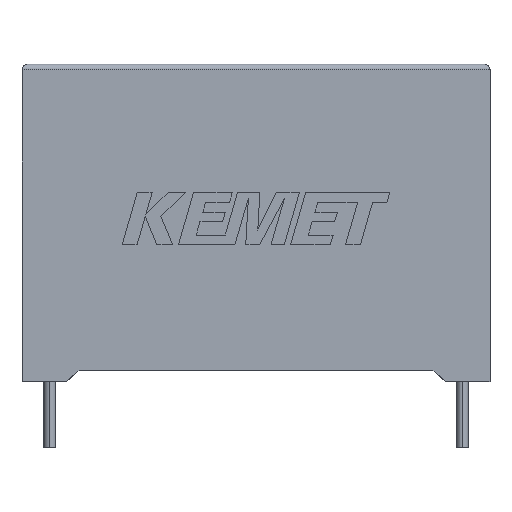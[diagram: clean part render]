
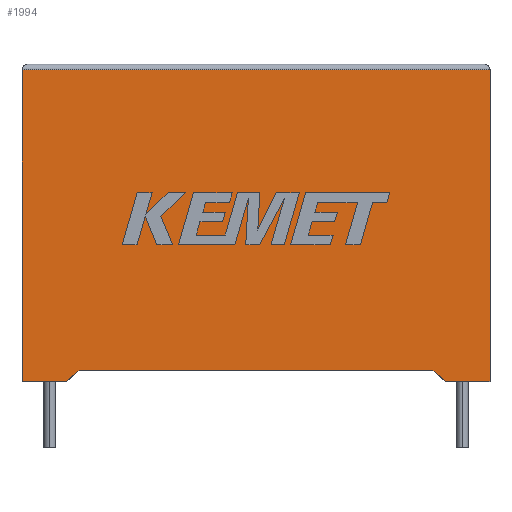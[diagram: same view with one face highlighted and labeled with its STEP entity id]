
A CAD part, top view. The second image highlights one B-rep face of the part: STEP entity #1994.
In plain terms, the highlighted planar face has unit normal (0, 0, 1).
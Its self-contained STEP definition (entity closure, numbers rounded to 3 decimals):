
#100 = CARTESIAN_POINT ( 'NONE',  ( 4., 0., 16.3 ) ) ;
#137 = DIRECTION ( 'NONE',  ( 0., 0., -1. ) ) ;
#277 = DIRECTION ( 'NONE',  ( 0.765, -0.644, 0. ) ) ;
#281 = DIRECTION ( 'NONE',  ( 1., 0., 0. ) ) ;
#285 = EDGE_CURVE ( 'NONE', #2683, #2462, #1771, .T. ) ;
#287 = CARTESIAN_POINT ( 'NONE',  ( 42.5, 28.3, 16.3 ) ) ;
#346 = DIRECTION ( 'NONE',  ( 0., -1., 0. ) ) ;
#355 = VECTOR ( 'NONE', #3005, 1000. ) ;
#359 = ORIENTED_EDGE ( 'NONE', *, *, #1924, .F. ) ;
#369 = CARTESIAN_POINT ( 'NONE',  ( 42.5, 0., 16.3 ) ) ;
#396 = CARTESIAN_POINT ( 'NONE',  ( 0., 0., 16.3 ) ) ;
#457 = PLANE ( 'NONE',  #2411 ) ;
#480 = EDGE_CURVE ( 'NONE', #650, #2567, #1516, .T. ) ;
#498 = VERTEX_POINT ( 'NONE', #773 ) ;
#542 = CARTESIAN_POINT ( 'NONE',  ( 42.5, 0., 16.3 ) ) ;
#555 = CARTESIAN_POINT ( 'NONE',  ( 0., 28.3, 16.3 ) ) ;
#650 = VERTEX_POINT ( 'NONE', #1066 ) ;
#771 = CARTESIAN_POINT ( 'NONE',  ( 21.25, 0.993, 16.3 ) ) ;
#773 = CARTESIAN_POINT ( 'NONE',  ( 5.18, 0.993, 16.3 ) ) ;
#787 = FACE_OUTER_BOUND ( 'NONE', #2076, .T. ) ;
#804 = DIRECTION ( 'NONE',  ( 0., 1., 0. ) ) ;
#812 = EDGE_CURVE ( 'NONE', #2103, #1244, #1479, .T. ) ;
#828 = VECTOR ( 'NONE', #277, 1000. ) ;
#858 = EDGE_CURVE ( 'NONE', #498, #1244, #2246, .T. ) ;
#947 = ORIENTED_EDGE ( 'NONE', *, *, #2265, .T. ) ;
#957 = VECTOR ( 'NONE', #281, 1000. ) ;
#1011 = CARTESIAN_POINT ( 'NONE',  ( 0., 0., 16.3 ) ) ;
#1039 = LINE ( 'NONE', #542, #1597 ) ;
#1066 = CARTESIAN_POINT ( 'NONE',  ( 38.5, 0., 16.3 ) ) ;
#1244 = VERTEX_POINT ( 'NONE', #2559 ) ;
#1268 = VECTOR ( 'NONE', #1999, 1000. ) ;
#1298 = LINE ( 'NONE', #1565, #1851 ) ;
#1471 = DIRECTION ( 'NONE',  ( -1., 0., 0. ) ) ;
#1479 = LINE ( 'NONE', #1011, #957 ) ;
#1516 = LINE ( 'NONE', #1796, #1268 ) ;
#1530 = CARTESIAN_POINT ( 'NONE',  ( 0., 0., 16.3 ) ) ;
#1565 = CARTESIAN_POINT ( 'NONE',  ( 0., 0., 16.3 ) ) ;
#1597 = VECTOR ( 'NONE', #804, 1000. ) ;
#1771 = LINE ( 'NONE', #555, #355 ) ;
#1792 = DIRECTION ( 'NONE',  ( -1., 0., 0. ) ) ;
#1796 = CARTESIAN_POINT ( 'NONE',  ( 0., 0., 16.3 ) ) ;
#1817 = ORIENTED_EDGE ( 'NONE', *, *, #2042, .T. ) ;
#1851 = VECTOR ( 'NONE', #346, 1000. ) ;
#1910 = EDGE_CURVE ( 'NONE', #2723, #650, #2827, .T. ) ;
#1913 = ORIENTED_EDGE ( 'NONE', *, *, #480, .T. ) ;
#1924 = EDGE_CURVE ( 'NONE', #2723, #498, #2388, .T. ) ;
#1953 = ORIENTED_EDGE ( 'NONE', *, *, #285, .T. ) ;
#1994 = ADVANCED_FACE ( 'NONE', ( #787 ), #457, .F. ) ;
#1999 = DIRECTION ( 'NONE',  ( 1., 0., 0. ) ) ;
#2017 = ORIENTED_EDGE ( 'NONE', *, *, #812, .T. ) ;
#2042 = EDGE_CURVE ( 'NONE', #2567, #2683, #1039, .T. ) ;
#2076 = EDGE_LOOP ( 'NONE', ( #1817, #1953, #947, #2017, #2780, #359, #3006, #1913 ) ) ;
#2080 = VECTOR ( 'NONE', #2719, 1000. ) ;
#2103 = VERTEX_POINT ( 'NONE', #396 ) ;
#2159 = CARTESIAN_POINT ( 'NONE',  ( 37.32, 0.993, 16.3 ) ) ;
#2200 = CARTESIAN_POINT ( 'NONE',  ( 0., 28.3, 16.3 ) ) ;
#2246 = LINE ( 'NONE', #100, #2080 ) ;
#2265 = EDGE_CURVE ( 'NONE', #2462, #2103, #1298, .T. ) ;
#2388 = LINE ( 'NONE', #771, #3021 ) ;
#2411 = AXIS2_PLACEMENT_3D ( 'NONE', #1530, #137, #1792 ) ;
#2462 = VERTEX_POINT ( 'NONE', #2200 ) ;
#2559 = CARTESIAN_POINT ( 'NONE',  ( 4., 0., 16.3 ) ) ;
#2567 = VERTEX_POINT ( 'NONE', #369 ) ;
#2683 = VERTEX_POINT ( 'NONE', #287 ) ;
#2719 = DIRECTION ( 'NONE',  ( -0.765, -0.644, 0. ) ) ;
#2723 = VERTEX_POINT ( 'NONE', #2159 ) ;
#2780 = ORIENTED_EDGE ( 'NONE', *, *, #858, .F. ) ;
#2827 = LINE ( 'NONE', #2877, #828 ) ;
#2877 = CARTESIAN_POINT ( 'NONE',  ( 38.5, 0., 16.3 ) ) ;
#3005 = DIRECTION ( 'NONE',  ( -1., 0., 0. ) ) ;
#3006 = ORIENTED_EDGE ( 'NONE', *, *, #1910, .T. ) ;
#3021 = VECTOR ( 'NONE', #1471, 1000. ) ;
